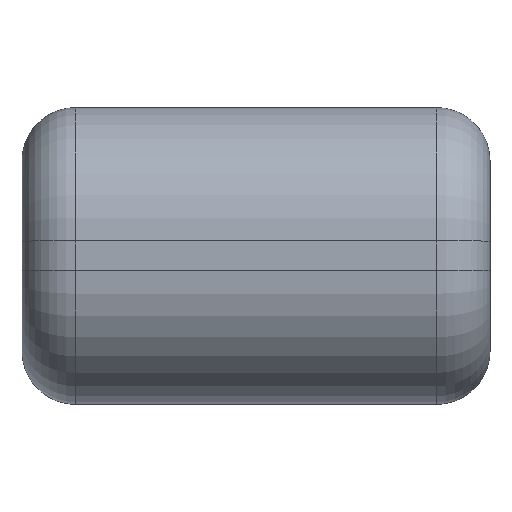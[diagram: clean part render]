
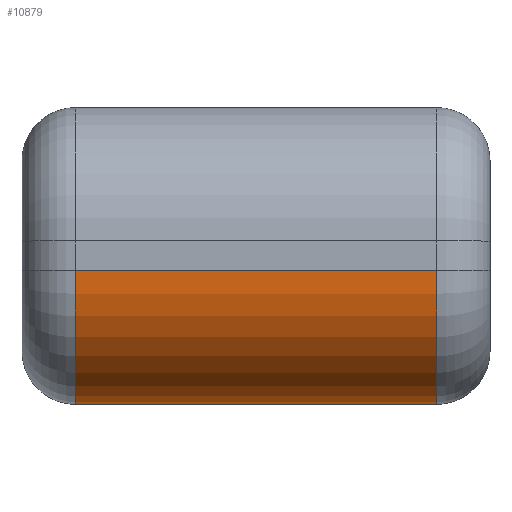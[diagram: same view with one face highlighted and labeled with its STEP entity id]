
A CAD part, top view. The second image highlights one B-rep face of the part: STEP entity #10879.
In plain terms, the highlighted cylindrical face has radius 5 mm (diameter 10 mm), a partial arc.
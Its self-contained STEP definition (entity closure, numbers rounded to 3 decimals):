
#6 = DIRECTION ( 'NONE',  ( 1., 0., 0. ) ) ;
#306 = EDGE_CURVE ( 'NONE', #978, #12572, #6878, .T. ) ;
#556 = AXIS2_PLACEMENT_3D ( 'NONE', #6431, #2003, #11262 ) ;
#978 = VERTEX_POINT ( 'NONE', #1117 ) ;
#1117 = CARTESIAN_POINT ( 'NONE',  ( 6.75, -5.55, 9.31 ) ) ;
#1355 = DIRECTION ( 'NONE',  ( 0., 0., 1. ) ) ;
#1591 = EDGE_LOOP ( 'NONE', ( #12491, #6248, #12077, #4536 ) ) ;
#2003 = DIRECTION ( 'NONE',  ( 1., 0., 0. ) ) ;
#2226 = FACE_OUTER_BOUND ( 'NONE', #1591, .T. ) ;
#2326 = LINE ( 'NONE', #5691, #8566 ) ;
#2661 = DIRECTION ( 'NONE',  ( -1., 0., 0. ) ) ;
#3234 = EDGE_CURVE ( 'NONE', #11399, #12572, #7051, .T. ) ;
#3512 = VECTOR ( 'NONE', #2661, 1000. ) ;
#3694 = EDGE_CURVE ( 'NONE', #11399, #7849, #2326, .T. ) ;
#4004 = EDGE_CURVE ( 'NONE', #978, #7849, #4633, .T. ) ;
#4397 = CARTESIAN_POINT ( 'NONE',  ( 6.75, -0.55, 9.31 ) ) ;
#4399 = CARTESIAN_POINT ( 'NONE',  ( 0., -0.55, 9.31 ) ) ;
#4536 = ORIENTED_EDGE ( 'NONE', *, *, #4004, .T. ) ;
#4542 = CARTESIAN_POINT ( 'NONE',  ( -8.75, -5.55, 9.31 ) ) ;
#4633 = CIRCLE ( 'NONE', #4850, 5. ) ;
#4850 = AXIS2_PLACEMENT_3D ( 'NONE', #4397, #8523, #1355 ) ;
#5401 = CYLINDRICAL_SURFACE ( 'NONE', #6679, 5. ) ;
#5691 = CARTESIAN_POINT ( 'NONE',  ( 0., -0.55, 14.31 ) ) ;
#6248 = ORIENTED_EDGE ( 'NONE', *, *, #3234, .T. ) ;
#6431 = CARTESIAN_POINT ( 'NONE',  ( -6.75, -0.55, 9.31 ) ) ;
#6679 = AXIS2_PLACEMENT_3D ( 'NONE', #4399, #6, #10455 ) ;
#6878 = LINE ( 'NONE', #4542, #3512 ) ;
#7051 = CIRCLE ( 'NONE', #556, 5. ) ;
#7849 = VERTEX_POINT ( 'NONE', #12065 ) ;
#8523 = DIRECTION ( 'NONE',  ( -1., 0., 0. ) ) ;
#8566 = VECTOR ( 'NONE', #10958, 1000. ) ;
#10455 = DIRECTION ( 'NONE',  ( 0., 0., -1. ) ) ;
#10879 = ADVANCED_FACE ( 'NONE', ( #2226 ), #5401, .T. ) ;
#10958 = DIRECTION ( 'NONE',  ( 1., 0., 0. ) ) ;
#11262 = DIRECTION ( 'NONE',  ( 0., 0., -1. ) ) ;
#11399 = VERTEX_POINT ( 'NONE', #12807 ) ;
#11497 = CARTESIAN_POINT ( 'NONE',  ( -6.75, -5.55, 9.31 ) ) ;
#12065 = CARTESIAN_POINT ( 'NONE',  ( 6.75, -0.55, 14.31 ) ) ;
#12077 = ORIENTED_EDGE ( 'NONE', *, *, #306, .F. ) ;
#12491 = ORIENTED_EDGE ( 'NONE', *, *, #3694, .F. ) ;
#12572 = VERTEX_POINT ( 'NONE', #11497 ) ;
#12807 = CARTESIAN_POINT ( 'NONE',  ( -6.75, -0.55, 14.31 ) ) ;
